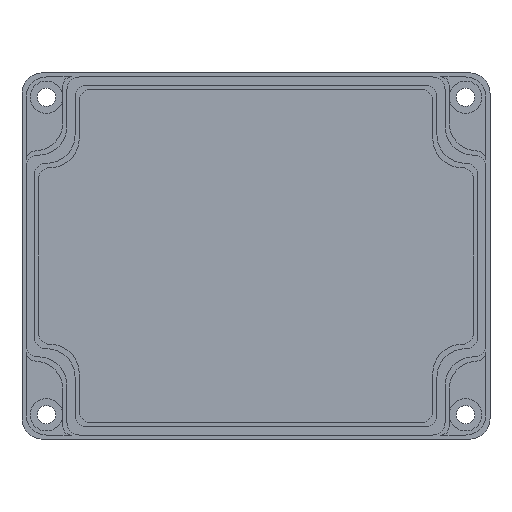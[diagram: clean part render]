
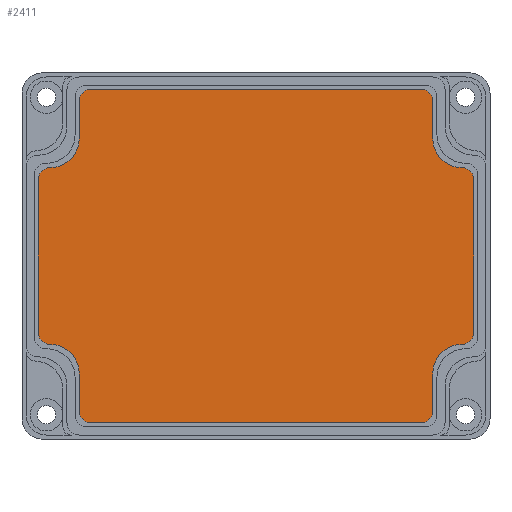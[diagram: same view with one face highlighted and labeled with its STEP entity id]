
A CAD part, front view. The second image highlights one B-rep face of the part: STEP entity #2411.
In plain terms, the highlighted planar face has unit normal (0, -1, 0).
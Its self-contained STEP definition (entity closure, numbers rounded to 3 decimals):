
#69=PLANE('',#2650);
#178=FACE_OUTER_BOUND('',#325,.T.);
#325=EDGE_LOOP('',(#1960,#1961,#1962,#1963,#1964,#1965,#1966,#1967,#1968,
#1969,#1970,#1971,#1972,#1973,#1974,#1975,#1976,#1977,#1978,#1979,#1980,
#1981,#1982,#1983));
#524=LINE('',#3973,#748);
#525=LINE('',#3977,#749);
#526=LINE('',#3981,#750);
#527=LINE('',#3985,#751);
#528=LINE('',#3989,#752);
#529=LINE('',#3993,#753);
#530=LINE('',#3997,#754);
#531=LINE('',#4001,#755);
#532=LINE('',#4005,#756);
#533=LINE('',#4009,#757);
#534=LINE('',#4013,#758);
#535=LINE('',#4016,#759);
#748=VECTOR('',#3224,1000.);
#749=VECTOR('',#3227,1000.);
#750=VECTOR('',#3230,1000.);
#751=VECTOR('',#3233,1000.);
#752=VECTOR('',#3236,1000.);
#753=VECTOR('',#3239,1000.);
#754=VECTOR('',#3242,1000.);
#755=VECTOR('',#3245,1000.);
#756=VECTOR('',#3248,1000.);
#757=VECTOR('',#3251,1000.);
#758=VECTOR('',#3254,1000.);
#759=VECTOR('',#3257,1000.);
#928=CIRCLE('',#2651,7.);
#929=CIRCLE('',#2652,3.);
#930=CIRCLE('',#2653,3.);
#931=CIRCLE('',#2654,7.);
#932=CIRCLE('',#2655,3.);
#933=CIRCLE('',#2656,3.);
#934=CIRCLE('',#2657,7.);
#935=CIRCLE('',#2658,3.);
#936=CIRCLE('',#2659,3.);
#937=CIRCLE('',#2660,7.);
#938=CIRCLE('',#2661,3.);
#939=CIRCLE('',#2662,3.);
#1128=VERTEX_POINT('',#3969);
#1129=VERTEX_POINT('',#3970);
#1130=VERTEX_POINT('',#3972);
#1131=VERTEX_POINT('',#3974);
#1132=VERTEX_POINT('',#3976);
#1133=VERTEX_POINT('',#3978);
#1134=VERTEX_POINT('',#3980);
#1135=VERTEX_POINT('',#3982);
#1136=VERTEX_POINT('',#3984);
#1137=VERTEX_POINT('',#3986);
#1138=VERTEX_POINT('',#3988);
#1139=VERTEX_POINT('',#3990);
#1140=VERTEX_POINT('',#3992);
#1141=VERTEX_POINT('',#3994);
#1142=VERTEX_POINT('',#3996);
#1143=VERTEX_POINT('',#3998);
#1144=VERTEX_POINT('',#4000);
#1145=VERTEX_POINT('',#4002);
#1146=VERTEX_POINT('',#4004);
#1147=VERTEX_POINT('',#4006);
#1148=VERTEX_POINT('',#4008);
#1149=VERTEX_POINT('',#4010);
#1150=VERTEX_POINT('',#4012);
#1151=VERTEX_POINT('',#4014);
#1432=EDGE_CURVE('',#1128,#1129,#928,.T.);
#1433=EDGE_CURVE('',#1129,#1130,#524,.T.);
#1434=EDGE_CURVE('',#1130,#1131,#929,.T.);
#1435=EDGE_CURVE('',#1131,#1132,#525,.T.);
#1436=EDGE_CURVE('',#1132,#1133,#930,.T.);
#1437=EDGE_CURVE('',#1133,#1134,#526,.T.);
#1438=EDGE_CURVE('',#1134,#1135,#931,.T.);
#1439=EDGE_CURVE('',#1135,#1136,#527,.T.);
#1440=EDGE_CURVE('',#1136,#1137,#932,.T.);
#1441=EDGE_CURVE('',#1137,#1138,#528,.T.);
#1442=EDGE_CURVE('',#1138,#1139,#933,.T.);
#1443=EDGE_CURVE('',#1139,#1140,#529,.T.);
#1444=EDGE_CURVE('',#1140,#1141,#934,.T.);
#1445=EDGE_CURVE('',#1141,#1142,#530,.T.);
#1446=EDGE_CURVE('',#1142,#1143,#935,.T.);
#1447=EDGE_CURVE('',#1143,#1144,#531,.T.);
#1448=EDGE_CURVE('',#1144,#1145,#936,.T.);
#1449=EDGE_CURVE('',#1145,#1146,#532,.T.);
#1450=EDGE_CURVE('',#1146,#1147,#937,.T.);
#1451=EDGE_CURVE('',#1147,#1148,#533,.T.);
#1452=EDGE_CURVE('',#1148,#1149,#938,.T.);
#1453=EDGE_CURVE('',#1149,#1150,#534,.T.);
#1454=EDGE_CURVE('',#1150,#1151,#939,.T.);
#1455=EDGE_CURVE('',#1151,#1128,#535,.T.);
#1960=ORIENTED_EDGE('',*,*,#1432,.T.);
#1961=ORIENTED_EDGE('',*,*,#1433,.T.);
#1962=ORIENTED_EDGE('',*,*,#1434,.T.);
#1963=ORIENTED_EDGE('',*,*,#1435,.T.);
#1964=ORIENTED_EDGE('',*,*,#1436,.T.);
#1965=ORIENTED_EDGE('',*,*,#1437,.T.);
#1966=ORIENTED_EDGE('',*,*,#1438,.T.);
#1967=ORIENTED_EDGE('',*,*,#1439,.T.);
#1968=ORIENTED_EDGE('',*,*,#1440,.T.);
#1969=ORIENTED_EDGE('',*,*,#1441,.T.);
#1970=ORIENTED_EDGE('',*,*,#1442,.T.);
#1971=ORIENTED_EDGE('',*,*,#1443,.T.);
#1972=ORIENTED_EDGE('',*,*,#1444,.T.);
#1973=ORIENTED_EDGE('',*,*,#1445,.T.);
#1974=ORIENTED_EDGE('',*,*,#1446,.T.);
#1975=ORIENTED_EDGE('',*,*,#1447,.T.);
#1976=ORIENTED_EDGE('',*,*,#1448,.T.);
#1977=ORIENTED_EDGE('',*,*,#1449,.T.);
#1978=ORIENTED_EDGE('',*,*,#1450,.T.);
#1979=ORIENTED_EDGE('',*,*,#1451,.T.);
#1980=ORIENTED_EDGE('',*,*,#1452,.T.);
#1981=ORIENTED_EDGE('',*,*,#1453,.T.);
#1982=ORIENTED_EDGE('',*,*,#1454,.T.);
#1983=ORIENTED_EDGE('',*,*,#1455,.T.);
#2411=ADVANCED_FACE('',(#178),#69,.F.);
#2650=AXIS2_PLACEMENT_3D('',#3968,#3220,#3221);
#2651=AXIS2_PLACEMENT_3D('',#3971,#3222,#3223);
#2652=AXIS2_PLACEMENT_3D('',#3975,#3225,#3226);
#2653=AXIS2_PLACEMENT_3D('',#3979,#3228,#3229);
#2654=AXIS2_PLACEMENT_3D('',#3983,#3231,#3232);
#2655=AXIS2_PLACEMENT_3D('',#3987,#3234,#3235);
#2656=AXIS2_PLACEMENT_3D('',#3991,#3237,#3238);
#2657=AXIS2_PLACEMENT_3D('',#3995,#3240,#3241);
#2658=AXIS2_PLACEMENT_3D('',#3999,#3243,#3244);
#2659=AXIS2_PLACEMENT_3D('',#4003,#3246,#3247);
#2660=AXIS2_PLACEMENT_3D('',#4007,#3249,#3250);
#2661=AXIS2_PLACEMENT_3D('',#4011,#3252,#3253);
#2662=AXIS2_PLACEMENT_3D('',#4015,#3255,#3256);
#3220=DIRECTION('center_axis',(0.,1.,0.));
#3221=DIRECTION('ref_axis',(0.,0.,1.));
#3222=DIRECTION('center_axis',(0.,1.,0.));
#3223=DIRECTION('ref_axis',(0.,0.,1.));
#3224=DIRECTION('',(0.,0.,1.));
#3225=DIRECTION('center_axis',(0.,-1.,0.));
#3226=DIRECTION('ref_axis',(0.,0.,1.));
#3227=DIRECTION('',(-1.,0.,0.));
#3228=DIRECTION('center_axis',(0.,-1.,0.));
#3229=DIRECTION('ref_axis',(0.,0.,1.));
#3230=DIRECTION('',(0.,0.,-1.));
#3231=DIRECTION('center_axis',(0.,1.,0.));
#3232=DIRECTION('ref_axis',(0.,0.,-1.));
#3233=DIRECTION('',(-1.,0.,0.));
#3234=DIRECTION('center_axis',(0.,-1.,0.));
#3235=DIRECTION('ref_axis',(0.,0.,-1.));
#3236=DIRECTION('',(0.,0.,-1.));
#3237=DIRECTION('center_axis',(0.,-1.,0.));
#3238=DIRECTION('ref_axis',(0.,0.,-1.));
#3239=DIRECTION('',(1.,0.,0.));
#3240=DIRECTION('center_axis',(0.,1.,0.));
#3241=DIRECTION('ref_axis',(0.,0.,1.));
#3242=DIRECTION('',(0.,0.,-1.));
#3243=DIRECTION('center_axis',(0.,-1.,0.));
#3244=DIRECTION('ref_axis',(0.,0.,1.));
#3245=DIRECTION('',(1.,0.,0.));
#3246=DIRECTION('center_axis',(0.,-1.,0.));
#3247=DIRECTION('ref_axis',(0.,0.,-1.));
#3248=DIRECTION('',(0.,0.,1.));
#3249=DIRECTION('center_axis',(0.,1.,0.));
#3250=DIRECTION('ref_axis',(0.,0.,-1.));
#3251=DIRECTION('',(1.,0.,0.));
#3252=DIRECTION('center_axis',(0.,-1.,0.));
#3253=DIRECTION('ref_axis',(0.,0.,1.));
#3254=DIRECTION('',(0.,0.,1.));
#3255=DIRECTION('center_axis',(0.,-1.,0.));
#3256=DIRECTION('ref_axis',(0.,0.,1.));
#3257=DIRECTION('',(-1.,0.,0.));
#3968=CARTESIAN_POINT('Origin',(50.45,13.,73.75));
#3969=CARTESIAN_POINT('',(50.45,13.,66.75));
#3970=CARTESIAN_POINT('',(43.45,13.,73.75));
#3971=CARTESIAN_POINT('Origin',(50.45,13.,73.75));
#3972=CARTESIAN_POINT('',(43.45,13.,83.));
#3973=CARTESIAN_POINT('',(43.45,13.,73.75));
#3974=CARTESIAN_POINT('',(40.45,13.,86.));
#3975=CARTESIAN_POINT('Origin',(40.45,13.,83.));
#3976=CARTESIAN_POINT('',(-40.45,13.,86.));
#3977=CARTESIAN_POINT('',(-40.45,13.,86.));
#3978=CARTESIAN_POINT('',(-43.45,13.,83.));
#3979=CARTESIAN_POINT('Origin',(-40.45,13.,83.));
#3980=CARTESIAN_POINT('',(-43.45,13.,73.75));
#3981=CARTESIAN_POINT('',(-43.45,13.,73.75));
#3982=CARTESIAN_POINT('',(-50.45,13.,66.75));
#3983=CARTESIAN_POINT('Origin',(-50.45,13.,73.75));
#3984=CARTESIAN_POINT('',(-50.5,13.,66.75));
#3985=CARTESIAN_POINT('',(-50.45,13.,66.75));
#3986=CARTESIAN_POINT('',(-53.5,13.,63.75));
#3987=CARTESIAN_POINT('Origin',(-50.5,13.,63.75));
#3988=CARTESIAN_POINT('',(-53.5,13.,26.25));
#3989=CARTESIAN_POINT('',(-53.5,13.,63.75));
#3990=CARTESIAN_POINT('',(-50.5,13.,23.25));
#3991=CARTESIAN_POINT('Origin',(-50.5,13.,26.25));
#3992=CARTESIAN_POINT('',(-50.45,13.,23.25));
#3993=CARTESIAN_POINT('',(-50.5,13.,23.25));
#3994=CARTESIAN_POINT('',(-43.45,13.,16.25));
#3995=CARTESIAN_POINT('Origin',(-50.45,13.,16.25));
#3996=CARTESIAN_POINT('',(-43.45,13.,7.));
#3997=CARTESIAN_POINT('',(-43.45,13.,16.25));
#3998=CARTESIAN_POINT('',(-40.45,13.,4.));
#3999=CARTESIAN_POINT('Origin',(-40.45,13.,7.));
#4000=CARTESIAN_POINT('',(40.45,13.,4.));
#4001=CARTESIAN_POINT('',(-40.45,13.,4.));
#4002=CARTESIAN_POINT('',(43.45,13.,7.));
#4003=CARTESIAN_POINT('Origin',(40.45,13.,7.));
#4004=CARTESIAN_POINT('',(43.45,13.,16.25));
#4005=CARTESIAN_POINT('',(43.45,13.,7.));
#4006=CARTESIAN_POINT('',(50.45,13.,23.25));
#4007=CARTESIAN_POINT('Origin',(50.45,13.,16.25));
#4008=CARTESIAN_POINT('',(50.5,13.,23.25));
#4009=CARTESIAN_POINT('',(50.5,13.,23.25));
#4010=CARTESIAN_POINT('',(53.5,13.,26.25));
#4011=CARTESIAN_POINT('Origin',(50.5,13.,26.25));
#4012=CARTESIAN_POINT('',(53.5,13.,63.75));
#4013=CARTESIAN_POINT('',(53.5,13.,63.75));
#4014=CARTESIAN_POINT('',(50.5,13.,66.75));
#4015=CARTESIAN_POINT('Origin',(50.5,13.,63.75));
#4016=CARTESIAN_POINT('',(50.45,13.,66.75));
